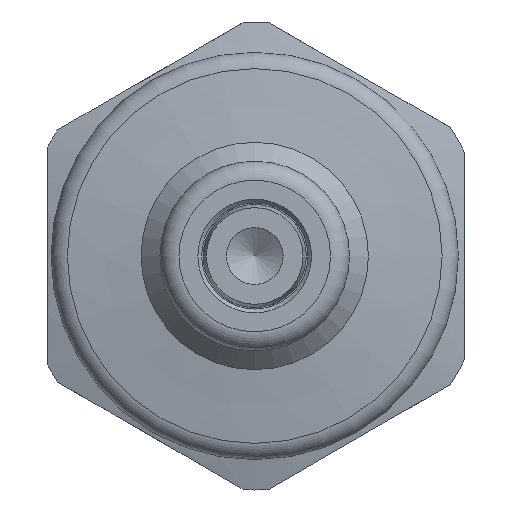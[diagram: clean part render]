
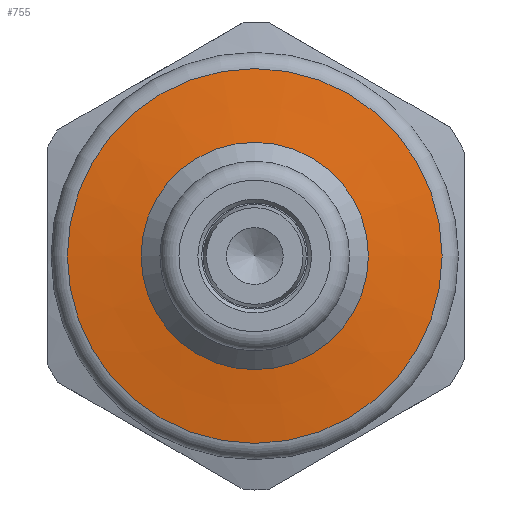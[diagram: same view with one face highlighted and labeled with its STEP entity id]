
A CAD part, left-side view. The second image highlights one B-rep face of the part: STEP entity #755.
In plain terms, the highlighted conical face has half-angle 82 degrees and reference radius 8.375 mm.
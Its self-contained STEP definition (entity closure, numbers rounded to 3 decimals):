
#61=LINE('',#1242,#95);
#95=VECTOR('',#1021,8.375);
#121=CONICAL_SURFACE('',#853,8.375,1.431);
#197=FACE_OUTER_BOUND('',#245,.T.);
#245=EDGE_LOOP('',(#584,#585,#586,#587,#588));
#284=CIRCLE('',#824,6.);
#305=CIRCLE('',#854,9.889);
#306=CIRCLE('',#855,9.889);
#343=VERTEX_POINT('',#1185);
#361=VERTEX_POINT('',#1239);
#362=VERTEX_POINT('',#1240);
#417=EDGE_CURVE('',#343,#343,#284,.T.);
#444=EDGE_CURVE('',#361,#362,#305,.T.);
#445=EDGE_CURVE('',#361,#343,#61,.T.);
#446=EDGE_CURVE('',#362,#361,#306,.T.);
#584=ORIENTED_EDGE('',*,*,#444,.F.);
#585=ORIENTED_EDGE('',*,*,#445,.T.);
#586=ORIENTED_EDGE('',*,*,#417,.T.);
#587=ORIENTED_EDGE('',*,*,#445,.F.);
#588=ORIENTED_EDGE('',*,*,#446,.F.);
#755=ADVANCED_FACE('',(#197),#121,.T.);
#824=AXIS2_PLACEMENT_3D('',#1186,#953,#954);
#853=AXIS2_PLACEMENT_3D('',#1238,#1017,#1018);
#854=AXIS2_PLACEMENT_3D('',#1241,#1019,#1020);
#855=AXIS2_PLACEMENT_3D('',#1243,#1022,#1023);
#953=DIRECTION('center_axis',(1.,0.,0.));
#954=DIRECTION('ref_axis',(0.,1.,0.));
#1017=DIRECTION('center_axis',(1.,0.,0.));
#1018=DIRECTION('ref_axis',(0.,1.,0.));
#1019=DIRECTION('center_axis',(1.,0.,0.));
#1020=DIRECTION('ref_axis',(0.,-1.,0.));
#1021=DIRECTION('',(-0.139,0.99,0.));
#1022=DIRECTION('center_axis',(1.,0.,0.));
#1023=DIRECTION('ref_axis',(0.,-1.,0.));
#1185=CARTESIAN_POINT('',(20.,-6.,0.));
#1186=CARTESIAN_POINT('Origin',(20.,0.,0.));
#1238=CARTESIAN_POINT('Origin',(20.334,0.,0.));
#1239=CARTESIAN_POINT('',(20.547,-9.889,0.));
#1240=CARTESIAN_POINT('',(20.547,0.,9.889));
#1241=CARTESIAN_POINT('Origin',(20.547,0.,0.));
#1242=CARTESIAN_POINT('',(20.334,-8.375,0.));
#1243=CARTESIAN_POINT('Origin',(20.547,0.,0.));
